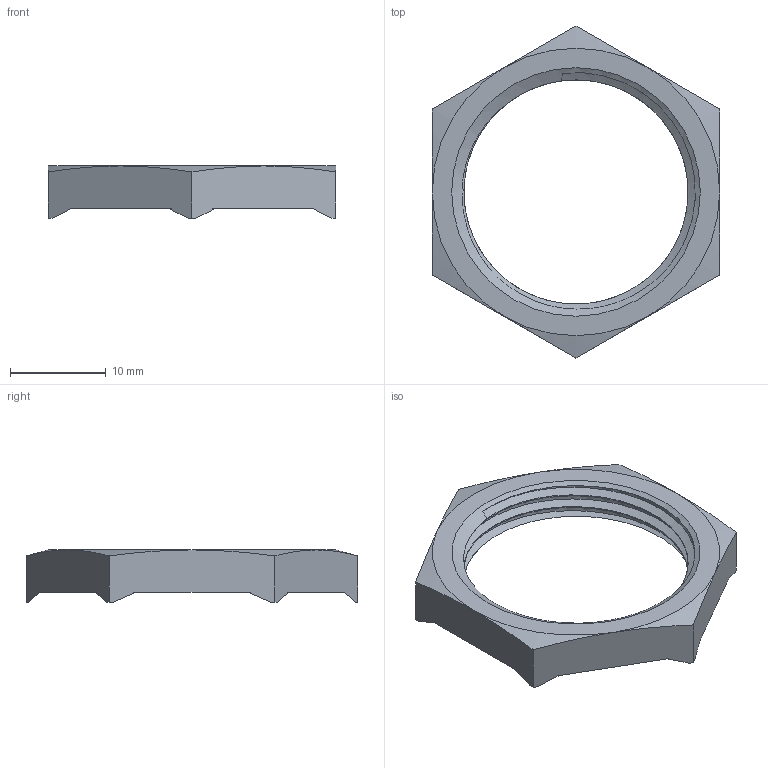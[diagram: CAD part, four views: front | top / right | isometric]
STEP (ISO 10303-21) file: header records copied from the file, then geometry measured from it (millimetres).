
FILE_DESCRIPTION(/* description */ ('EMV-Sechskantmutter Metall M 25x1,5'),/* implementation_level */ '2;1');
FILE_NAME(/* name */ '61016525-RST.stp',/* time_stamp */ '2020-06-10T08:07:56+02:00',/* author */ ('sl'),/* organization */ (''),/* preprocessor_version */ 'ST-DEVELOPER v16.5',/* originating_system */ 'Autodesk Inventor 2017',/* authorisation */ '');
FILE_SCHEMA (('AUTOMOTIVE_DESIGN { 1 0 10303 214 3 1 1 }'));
Length unit declared in the file: millimetre
Products named in the file (1): 61016525
Bounding box: 30 x 34.64 x 5.44 mm (x, y, z)
Volume: 1349.4 mm3; surface area: 1534.5 mm2
Topology: 1 solids, 1 shells, 32 faces, 84 edges, 54 vertices
Faces by surface type: cone 14, plane 14, bspline 2, cylinder 2
Entity records: 1488 total; most frequent: CARTESIAN_POINT 751, ORIENTED_EDGE 160, DIRECTION 138, EDGE_CURVE 80, AXIS2_PLACEMENT_3D 57, VERTEX_POINT 52, EDGE_LOOP 36, FACE_OUTER_BOUND 32
